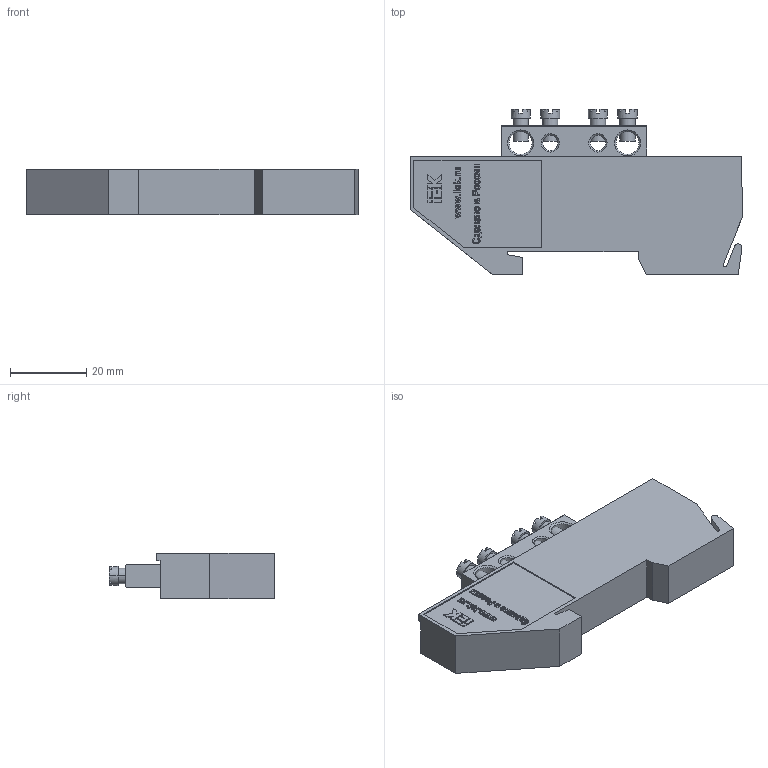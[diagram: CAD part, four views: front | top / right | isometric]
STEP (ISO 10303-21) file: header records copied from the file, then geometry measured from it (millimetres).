
FILE_DESCRIPTION (( 'STEP AP214' ), '1' );
FILE_NAME ('YNN10-69-4D-K05 Øèíà ÐÅ çåìëÿ íà DIN-èçîë ØÍÈ-6õ9-4-Ä-Æ ÈÝÊ.STEP', '2016-08-18T12:57:16', ( 'user' ), ( '' ), 'SwSTEP 2.0', 'SolidWorks 2014', '' );
FILE_SCHEMA (( 'AUTOMOTIVE_DESIGN' ));
Length unit declared in the file: millimetre
Products named in the file (4): Âèíò_Œ4; Øèíà ÂõÍ n-1_6å9 4-1; Èçîëÿòîð DIN æ¸ëòûé_€ƒˆ… 701.001.003; YNN10-69-4D-K05 Øèíà ÐÅ çåìëÿ íà DIN-èçîë ØÍÈ-6õ9-4-Ä-Æ ÈÝÊ
Assembly tree (6 placements, depth 2):
  YNN10-69-4D-K05 Øèíà ÐÅ çåìëÿ íà DIN-èçîë ØÍÈ-6õ9-4-Ä-Æ ÈÝÊ
    Èçîëÿòîð DIN æ¸ëòûé_€ƒˆ… 701.001.003
    Øèíà ÂõÍ n-1_6å9 4-1
    Âèíò_Œ4  x4
Bounding box: 87 x 43.3 x 12 mm (x, y, z)
Volume: 28400.6 mm3; surface area: 9932.1 mm2
Topology: 6 solids, 6 shells, 593 faces, 1583 edges, 1042 vertices
Faces by surface type: plane 400, bspline 108, cone 48, cylinder 37
Entity records: 24579 total; most frequent: CARTESIAN_POINT 9076, ORIENTED_EDGE 2496, DIRECTION 1856, EDGE_CURVE 1248, LINE 910, VECTOR 910, VERTEX_POINT 823, EDGE_LOOP 533
